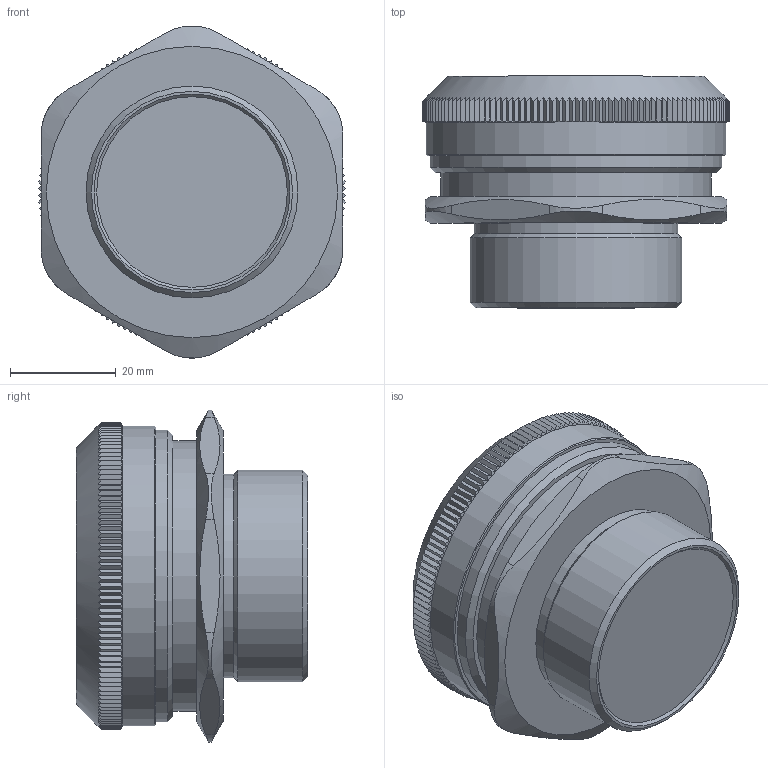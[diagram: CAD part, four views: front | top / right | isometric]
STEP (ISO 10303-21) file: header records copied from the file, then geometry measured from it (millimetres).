
FILE_DESCRIPTION(/* description */ (''),/* implementation_level */ '2;1');
FILE_NAME(/* name */ '',/* time_stamp */ '2024-07-26T11:17:07+07:00',/* author */ ('zeta-44'),/* organization */ (''),/* preprocessor_version */ 'ST-DEVELOPER v19.2',/* originating_system */ 'Autodesk Inventor 2024',/* authorisation */ '');
FILE_SCHEMA (('AUTOMOTIVE_DESIGN { 1 0 10303 214 3 1 1 }'));
Length unit declared in the file: millimetre
Products named in the file (1): Деталь17
Bounding box: 57.99 x 43.75 x 62.7 mm (x, y, z)
Volume: 85719 mm3; surface area: 12983.3 mm2
Topology: 1 solids, 1 shells, 323 faces, 942 edges, 627 vertices
Faces by surface type: plane 302, cylinder 11, cone 9, torus 1
Full cylindrical faces by diameter (mm): 38.4 x1, 40 x1, 51 x1, 55 x1, 56.7 x1
Entity records: 10393 total; most frequent: CARTESIAN_POINT 3229, ORIENTED_EDGE 1884, DIRECTION 1014, EDGE_CURVE 942, VERTEX_POINT 627, AXIS2_PLACEMENT_3D 350, EDGE_LOOP 329, FACE_OUTER_BOUND 323
